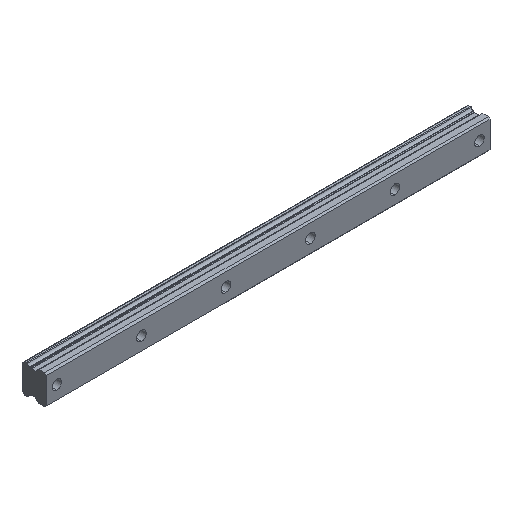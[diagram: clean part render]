
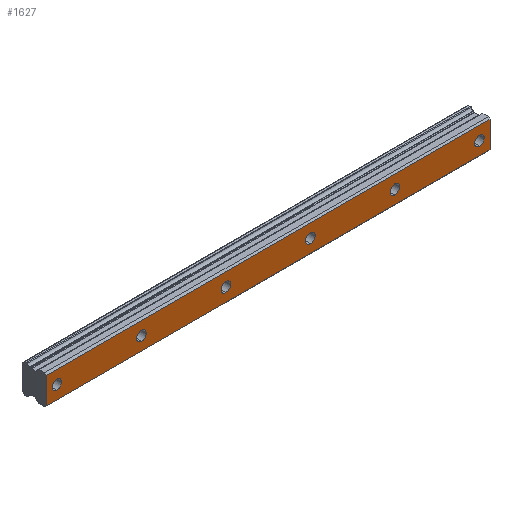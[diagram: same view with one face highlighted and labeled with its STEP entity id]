
A CAD part, isometric view. The second image highlights one B-rep face of the part: STEP entity #1627.
In plain terms, the highlighted planar face has unit normal (0, -1, 0).
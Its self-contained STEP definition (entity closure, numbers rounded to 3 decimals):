
#17 = ORIENTED_EDGE ( 'NONE', *, *, #2047, .F. ) ;
#24 = CIRCLE ( 'NONE', #1063, 4.5 ) ;
#43 = CARTESIAN_POINT ( 'NONE',  ( 0., 0., 4.5 ) ) ;
#49 = ORIENTED_EDGE ( 'NONE', *, *, #1109, .F. ) ;
#56 = CARTESIAN_POINT ( 'NONE',  ( 80., 0., -4.5 ) ) ;
#61 = AXIS2_PLACEMENT_3D ( 'NONE', #1228, #886, #373 ) ;
#65 = AXIS2_PLACEMENT_3D ( 'NONE', #729, #1412, #224 ) ;
#70 = VERTEX_POINT ( 'NONE', #806 ) ;
#139 = VECTOR ( 'NONE', #506, 1000. ) ;
#141 = CARTESIAN_POINT ( 'NONE',  ( 400., 0., -4.5 ) ) ;
#154 = EDGE_LOOP ( 'NONE', ( #1587, #504, #49, #1749 ) ) ;
#184 = DIRECTION ( 'NONE',  ( 0., 0., 1. ) ) ;
#205 = CIRCLE ( 'NONE', #272, 4.5 ) ;
#217 = FACE_BOUND ( 'NONE', #287, .T. ) ;
#224 = DIRECTION ( 'NONE',  ( 0., 0., 1. ) ) ;
#230 = VERTEX_POINT ( 'NONE', #269 ) ;
#245 = AXIS2_PLACEMENT_3D ( 'NONE', #1180, #975, #644 ) ;
#254 = DIRECTION ( 'NONE',  ( 0., 0., 1. ) ) ;
#269 = CARTESIAN_POINT ( 'NONE',  ( 240., 0., -4.5 ) ) ;
#272 = AXIS2_PLACEMENT_3D ( 'NONE', #444, #490, #2162 ) ;
#275 = CIRCLE ( 'NONE', #351, 4.5 ) ;
#287 = EDGE_LOOP ( 'NONE', ( #1546, #1879 ) ) ;
#299 = CARTESIAN_POINT ( 'NONE',  ( 240., 0., 0. ) ) ;
#333 = EDGE_CURVE ( 'NONE', #1962, #2171, #1980, .T. ) ;
#343 = CARTESIAN_POINT ( 'NONE',  ( -10., 0., 12.5 ) ) ;
#351 = AXIS2_PLACEMENT_3D ( 'NONE', #1919, #875, #536 ) ;
#360 = FACE_BOUND ( 'NONE', #799, .T. ) ;
#373 = DIRECTION ( 'NONE',  ( 0., 0., 1. ) ) ;
#388 = VERTEX_POINT ( 'NONE', #1743 ) ;
#413 = EDGE_CURVE ( 'NONE', #2171, #1334, #687, .T. ) ;
#433 = DIRECTION ( 'NONE',  ( 0., -1., 0. ) ) ;
#444 = CARTESIAN_POINT ( 'NONE',  ( 0., 0., 0. ) ) ;
#449 = ORIENTED_EDGE ( 'NONE', *, *, #2111, .F. ) ;
#465 = VERTEX_POINT ( 'NONE', #43 ) ;
#466 = DIRECTION ( 'NONE',  ( 0., 0., 1. ) ) ;
#476 = ORIENTED_EDGE ( 'NONE', *, *, #661, .F. ) ;
#484 = VECTOR ( 'NONE', #1442, 1000. ) ;
#490 = DIRECTION ( 'NONE',  ( 0., -1., 0. ) ) ;
#504 = ORIENTED_EDGE ( 'NONE', *, *, #333, .F. ) ;
#506 = DIRECTION ( 'NONE',  ( -1., 0., 0. ) ) ;
#531 = DIRECTION ( 'NONE',  ( 0., -1., 0. ) ) ;
#536 = DIRECTION ( 'NONE',  ( 0., 0., 1. ) ) ;
#541 = EDGE_CURVE ( 'NONE', #2033, #2124, #1039, .T. ) ;
#605 = DIRECTION ( 'NONE',  ( 0., 0., 1. ) ) ;
#615 = ORIENTED_EDGE ( 'NONE', *, *, #1711, .F. ) ;
#616 = CARTESIAN_POINT ( 'NONE',  ( 160., 0., 0. ) ) ;
#640 = DIRECTION ( 'NONE',  ( 0., -1., 0. ) ) ;
#642 = CARTESIAN_POINT ( 'NONE',  ( -10., 0., -12.5 ) ) ;
#644 = DIRECTION ( 'NONE',  ( 0., 0., 1. ) ) ;
#658 = ORIENTED_EDGE ( 'NONE', *, *, #1664, .F. ) ;
#661 = EDGE_CURVE ( 'NONE', #1365, #70, #24, .T. ) ;
#677 = CARTESIAN_POINT ( 'NONE',  ( 410., 0., -12.5 ) ) ;
#682 = EDGE_CURVE ( 'NONE', #1577, #1065, #918, .T. ) ;
#687 = LINE ( 'NONE', #677, #139 ) ;
#700 = VERTEX_POINT ( 'NONE', #791 ) ;
#703 = EDGE_LOOP ( 'NONE', ( #476, #17 ) ) ;
#729 = CARTESIAN_POINT ( 'NONE',  ( 400., 0., 0. ) ) ;
#730 = DIRECTION ( 'NONE',  ( 0., 1., 0. ) ) ;
#746 = AXIS2_PLACEMENT_3D ( 'NONE', #774, #2149, #605 ) ;
#762 = VERTEX_POINT ( 'NONE', #1003 ) ;
#774 = CARTESIAN_POINT ( 'NONE',  ( 160., 0., 0. ) ) ;
#786 = EDGE_LOOP ( 'NONE', ( #2170, #1756 ) ) ;
#787 = CIRCLE ( 'NONE', #746, 4.5 ) ;
#791 = CARTESIAN_POINT ( 'NONE',  ( 0., 0., -4.5 ) ) ;
#799 = EDGE_LOOP ( 'NONE', ( #615, #1323 ) ) ;
#806 = CARTESIAN_POINT ( 'NONE',  ( 160., 0., -4.5 ) ) ;
#850 = EDGE_LOOP ( 'NONE', ( #449, #1341 ) ) ;
#873 = VECTOR ( 'NONE', #1673, 1000. ) ;
#875 = DIRECTION ( 'NONE',  ( 0., -1., 0. ) ) ;
#881 = DIRECTION ( 'NONE',  ( 0., -1., 0. ) ) ;
#886 = DIRECTION ( 'NONE',  ( 0., -1., 0. ) ) ;
#893 = CIRCLE ( 'NONE', #245, 4.5 ) ;
#903 = FACE_BOUND ( 'NONE', #1424, .T. ) ;
#905 = LINE ( 'NONE', #1062, #1598 ) ;
#918 = CIRCLE ( 'NONE', #1668, 4.5 ) ;
#920 = CIRCLE ( 'NONE', #959, 4.5 ) ;
#942 = DIRECTION ( 'NONE',  ( 0., -1., 0. ) ) ;
#959 = AXIS2_PLACEMENT_3D ( 'NONE', #1990, #1618, #1450 ) ;
#975 = DIRECTION ( 'NONE',  ( 0., -1., 0. ) ) ;
#1003 = CARTESIAN_POINT ( 'NONE',  ( 320., 0., 4.5 ) ) ;
#1039 = CIRCLE ( 'NONE', #65, 4.5 ) ;
#1051 = PLANE ( 'NONE',  #1964 ) ;
#1062 = CARTESIAN_POINT ( 'NONE',  ( -10., 0., 12.5 ) ) ;
#1063 = AXIS2_PLACEMENT_3D ( 'NONE', #616, #640, #2014 ) ;
#1065 = VERTEX_POINT ( 'NONE', #1212 ) ;
#1086 = DIRECTION ( 'NONE',  ( 0., 0., 1. ) ) ;
#1098 = CARTESIAN_POINT ( 'NONE',  ( 410., 0., 12.5 ) ) ;
#1108 = CIRCLE ( 'NONE', #61, 4.5 ) ;
#1109 = EDGE_CURVE ( 'NONE', #1883, #1962, #1766, .T. ) ;
#1112 = CARTESIAN_POINT ( 'NONE',  ( 0., 0., 0. ) ) ;
#1152 = CARTESIAN_POINT ( 'NONE',  ( 410., 0., 12.5 ) ) ;
#1173 = CARTESIAN_POINT ( 'NONE',  ( 160., 0., 4.5 ) ) ;
#1175 = EDGE_CURVE ( 'NONE', #1334, #1883, #905, .T. ) ;
#1180 = CARTESIAN_POINT ( 'NONE',  ( 240., 0., 0. ) ) ;
#1212 = CARTESIAN_POINT ( 'NONE',  ( 80., 0., 4.5 ) ) ;
#1220 = EDGE_CURVE ( 'NONE', #700, #465, #1347, .T. ) ;
#1224 = FACE_BOUND ( 'NONE', #703, .T. ) ;
#1228 = CARTESIAN_POINT ( 'NONE',  ( 320., 0., 0. ) ) ;
#1323 = ORIENTED_EDGE ( 'NONE', *, *, #1220, .F. ) ;
#1334 = VERTEX_POINT ( 'NONE', #642 ) ;
#1341 = ORIENTED_EDGE ( 'NONE', *, *, #1417, .F. ) ;
#1347 = CIRCLE ( 'NONE', #2179, 4.5 ) ;
#1365 = VERTEX_POINT ( 'NONE', #1173 ) ;
#1402 = CARTESIAN_POINT ( 'NONE',  ( 410., 0., -12.5 ) ) ;
#1412 = DIRECTION ( 'NONE',  ( 0., -1., 0. ) ) ;
#1413 = DIRECTION ( 'NONE',  ( 0., 0., 1. ) ) ;
#1417 = EDGE_CURVE ( 'NONE', #230, #1503, #2217, .T. ) ;
#1421 = CARTESIAN_POINT ( 'NONE',  ( 410., 0., 12.5 ) ) ;
#1424 = EDGE_LOOP ( 'NONE', ( #658, #1586 ) ) ;
#1440 = FACE_OUTER_BOUND ( 'NONE', #154, .T. ) ;
#1442 = DIRECTION ( 'NONE',  ( 1., 0., 0. ) ) ;
#1450 = DIRECTION ( 'NONE',  ( 0., 0., 1. ) ) ;
#1459 = CIRCLE ( 'NONE', #1497, 4.5 ) ;
#1497 = AXIS2_PLACEMENT_3D ( 'NONE', #1624, #942, #254 ) ;
#1503 = VERTEX_POINT ( 'NONE', #2087 ) ;
#1546 = ORIENTED_EDGE ( 'NONE', *, *, #1804, .F. ) ;
#1564 = DIRECTION ( 'NONE',  ( 0., 0., 1. ) ) ;
#1577 = VERTEX_POINT ( 'NONE', #56 ) ;
#1582 = CARTESIAN_POINT ( 'NONE',  ( 410., 0., 12.5 ) ) ;
#1586 = ORIENTED_EDGE ( 'NONE', *, *, #682, .F. ) ;
#1587 = ORIENTED_EDGE ( 'NONE', *, *, #413, .F. ) ;
#1598 = VECTOR ( 'NONE', #1086, 1000. ) ;
#1615 = CARTESIAN_POINT ( 'NONE',  ( 400., 0., 4.5 ) ) ;
#1618 = DIRECTION ( 'NONE',  ( 0., -1., 0. ) ) ;
#1624 = CARTESIAN_POINT ( 'NONE',  ( 400., 0., 0. ) ) ;
#1627 = ADVANCED_FACE ( 'NONE', ( #1440, #360, #1751, #217, #2130, #1224, #903 ), #1051, .F. ) ;
#1664 = EDGE_CURVE ( 'NONE', #1065, #1577, #920, .T. ) ;
#1668 = AXIS2_PLACEMENT_3D ( 'NONE', #1978, #433, #466 ) ;
#1673 = DIRECTION ( 'NONE',  ( 0., 0., -1. ) ) ;
#1711 = EDGE_CURVE ( 'NONE', #465, #700, #205, .T. ) ;
#1743 = CARTESIAN_POINT ( 'NONE',  ( 320., 0., -4.5 ) ) ;
#1749 = ORIENTED_EDGE ( 'NONE', *, *, #1175, .F. ) ;
#1751 = FACE_BOUND ( 'NONE', #786, .T. ) ;
#1756 = ORIENTED_EDGE ( 'NONE', *, *, #1999, .F. ) ;
#1766 = LINE ( 'NONE', #1098, #484 ) ;
#1804 = EDGE_CURVE ( 'NONE', #762, #388, #1108, .T. ) ;
#1843 = EDGE_CURVE ( 'NONE', #388, #762, #275, .T. ) ;
#1879 = ORIENTED_EDGE ( 'NONE', *, *, #1843, .F. ) ;
#1883 = VERTEX_POINT ( 'NONE', #343 ) ;
#1919 = CARTESIAN_POINT ( 'NONE',  ( 320., 0., 0. ) ) ;
#1962 = VERTEX_POINT ( 'NONE', #1421 ) ;
#1964 = AXIS2_PLACEMENT_3D ( 'NONE', #1582, #730, #1413 ) ;
#1978 = CARTESIAN_POINT ( 'NONE',  ( 80., 0., 0. ) ) ;
#1980 = LINE ( 'NONE', #1152, #873 ) ;
#1990 = CARTESIAN_POINT ( 'NONE',  ( 80., 0., 0. ) ) ;
#1999 = EDGE_CURVE ( 'NONE', #2124, #2033, #1459, .T. ) ;
#2014 = DIRECTION ( 'NONE',  ( 0., 0., 1. ) ) ;
#2033 = VERTEX_POINT ( 'NONE', #1615 ) ;
#2047 = EDGE_CURVE ( 'NONE', #70, #1365, #787, .T. ) ;
#2087 = CARTESIAN_POINT ( 'NONE',  ( 240., 0., 4.5 ) ) ;
#2109 = AXIS2_PLACEMENT_3D ( 'NONE', #299, #531, #184 ) ;
#2111 = EDGE_CURVE ( 'NONE', #1503, #230, #893, .T. ) ;
#2124 = VERTEX_POINT ( 'NONE', #141 ) ;
#2130 = FACE_BOUND ( 'NONE', #850, .T. ) ;
#2149 = DIRECTION ( 'NONE',  ( 0., -1., 0. ) ) ;
#2162 = DIRECTION ( 'NONE',  ( 0., 0., 1. ) ) ;
#2170 = ORIENTED_EDGE ( 'NONE', *, *, #541, .F. ) ;
#2171 = VERTEX_POINT ( 'NONE', #1402 ) ;
#2179 = AXIS2_PLACEMENT_3D ( 'NONE', #1112, #881, #1564 ) ;
#2217 = CIRCLE ( 'NONE', #2109, 4.5 ) ;
